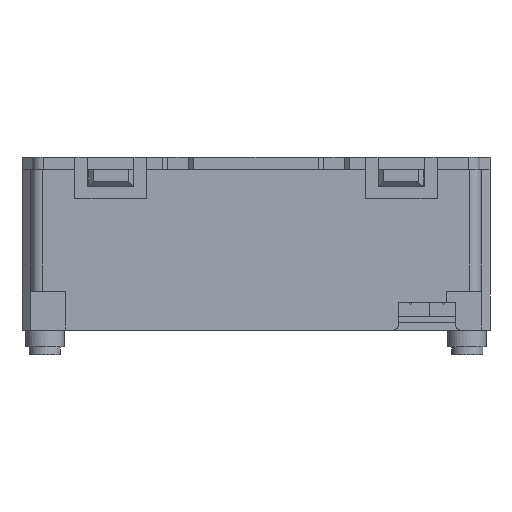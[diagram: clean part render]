
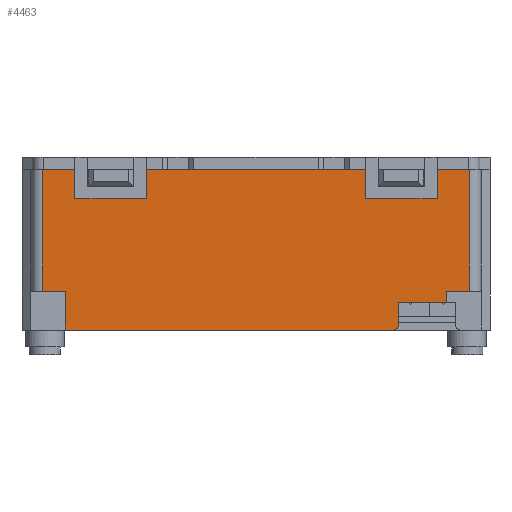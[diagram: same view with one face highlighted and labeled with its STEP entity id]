
A CAD part, front view. The second image highlights one B-rep face of the part: STEP entity #4463.
In plain terms, the highlighted face is planar.
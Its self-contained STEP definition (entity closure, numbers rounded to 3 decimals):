
#108=DIRECTION('',(1.,0.,0.));
#109=VECTOR('',#108,29.4);
#110=CARTESIAN_POINT('',(-17.1,0.,21.25));
#111=LINE('',#110,#109);
#1118=CARTESIAN_POINT('',(12.3,0.5,21.25));
#1119=DIRECTION('',(0.,0.,1.));
#1120=DIRECTION('',(0.,-1.,0.));
#1121=AXIS2_PLACEMENT_3D('',#1118,#1119,#1120);
#1123=DIRECTION('',(0.,1.,0.));
#1124=VECTOR('',#1123,3.5);
#1125=CARTESIAN_POINT('',(-17.1,0.,21.25));
#1126=LINE('',#1125,#1124);
#1127=DIRECTION('',(1.,0.,0.));
#1128=VECTOR('',#1127,2.1);
#1129=CARTESIAN_POINT('',(-19.2,3.5,21.25));
#1130=LINE('',#1129,#1128);
#1131=DIRECTION('',(0.,-1.,0.));
#1132=VECTOR('',#1131,10.9);
#1133=CARTESIAN_POINT('',(-19.2,14.4,21.25));
#1134=LINE('',#1133,#1132);
#1135=DIRECTION('',(0.,-1.,0.));
#1136=VECTOR('',#1135,1.5);
#1137=CARTESIAN_POINT('',(-15.,14.4,21.25));
#1138=LINE('',#1137,#1136);
#1139=DIRECTION('',(1.,0.,0.));
#1140=VECTOR('',#1139,4.);
#1141=CARTESIAN_POINT('',(-15.,12.9,21.25));
#1142=LINE('',#1141,#1140);
#1143=DIRECTION('',(0.,-1.,0.));
#1144=VECTOR('',#1143,1.5);
#1145=CARTESIAN_POINT('',(-11.,14.4,21.25));
#1146=LINE('',#1145,#1144);
#1147=DIRECTION('',(0.,-1.,0.));
#1148=VECTOR('',#1147,1.5);
#1149=CARTESIAN_POINT('',(11.,14.4,21.25));
#1150=LINE('',#1149,#1148);
#1151=DIRECTION('',(1.,0.,0.));
#1152=VECTOR('',#1151,4.);
#1153=CARTESIAN_POINT('',(11.,12.9,21.25));
#1154=LINE('',#1153,#1152);
#1155=DIRECTION('',(0.,-1.,0.));
#1156=VECTOR('',#1155,1.5);
#1157=CARTESIAN_POINT('',(15.,14.4,21.25));
#1158=LINE('',#1157,#1156);
#1159=DIRECTION('',(0.,-1.,0.));
#1160=VECTOR('',#1159,10.9);
#1161=CARTESIAN_POINT('',(19.2,14.4,21.25));
#1162=LINE('',#1161,#1160);
#1163=DIRECTION('',(1.,0.,0.));
#1164=VECTOR('',#1163,2.1);
#1165=CARTESIAN_POINT('',(17.1,3.5,21.25));
#1166=LINE('',#1165,#1164);
#1167=DIRECTION('',(0.,1.,0.));
#1168=VECTOR('',#1167,1.);
#1169=CARTESIAN_POINT('',(17.1,2.5,21.25));
#1170=LINE('',#1169,#1168);
#1171=DIRECTION('',(-1.,0.,0.));
#1172=VECTOR('',#1171,4.3);
#1173=CARTESIAN_POINT('',(17.1,2.5,21.25));
#1174=LINE('',#1173,#1172);
#1175=DIRECTION('',(0.,1.,0.));
#1176=VECTOR('',#1175,2.);
#1177=CARTESIAN_POINT('',(12.8,0.5,21.25));
#1178=LINE('',#1177,#1176);
#1325=DIRECTION('',(1.,0.,0.));
#1326=VECTOR('',#1325,4.2);
#1327=CARTESIAN_POINT('',(15.,14.4,21.25));
#1328=LINE('',#1327,#1326);
#1349=DIRECTION('',(1.,0.,0.));
#1350=VECTOR('',#1349,22.);
#1351=CARTESIAN_POINT('',(-11.,14.4,21.25));
#1352=LINE('',#1351,#1350);
#1373=DIRECTION('',(1.,0.,0.));
#1374=VECTOR('',#1373,4.2);
#1375=CARTESIAN_POINT('',(-19.2,14.4,21.25));
#1376=LINE('',#1375,#1374);
#2294=CARTESIAN_POINT('',(-15.,12.9,21.25));
#2295=CARTESIAN_POINT('',(-11.,12.9,21.25));
#2296=VERTEX_POINT('',#2294);
#2297=VERTEX_POINT('',#2295);
#2298=CARTESIAN_POINT('',(11.,12.9,21.25));
#2299=CARTESIAN_POINT('',(15.,12.9,21.25));
#2300=VERTEX_POINT('',#2298);
#2301=VERTEX_POINT('',#2299);
#2302=CARTESIAN_POINT('',(-15.,14.4,21.25));
#2303=VERTEX_POINT('',#2302);
#2304=CARTESIAN_POINT('',(-11.,14.4,21.25));
#2305=VERTEX_POINT('',#2304);
#2306=CARTESIAN_POINT('',(11.,14.4,21.25));
#2307=VERTEX_POINT('',#2306);
#2308=CARTESIAN_POINT('',(15.,14.4,21.25));
#2309=VERTEX_POINT('',#2308);
#2346=CARTESIAN_POINT('',(-17.1,0.,21.25));
#2347=VERTEX_POINT('',#2346);
#2350=CARTESIAN_POINT('',(-17.1,3.5,21.25));
#2351=VERTEX_POINT('',#2350);
#2356=CARTESIAN_POINT('',(17.1,3.5,21.25));
#2358=VERTEX_POINT('',#2356);
#2363=CARTESIAN_POINT('',(19.2,3.5,21.25));
#2365=VERTEX_POINT('',#2363);
#2366=CARTESIAN_POINT('',(19.2,14.4,21.25));
#2367=VERTEX_POINT('',#2366);
#2370=CARTESIAN_POINT('',(-19.2,3.5,21.25));
#2372=VERTEX_POINT('',#2370);
#2376=CARTESIAN_POINT('',(-19.2,14.4,21.25));
#2377=VERTEX_POINT('',#2376);
#2426=CARTESIAN_POINT('',(17.1,2.5,21.25));
#2427=CARTESIAN_POINT('',(12.8,2.5,21.25));
#2428=VERTEX_POINT('',#2426);
#2429=VERTEX_POINT('',#2427);
#2974=CARTESIAN_POINT('',(12.3,0.,21.25));
#2975=CARTESIAN_POINT('',(12.8,0.5,21.25));
#2976=VERTEX_POINT('',#2974);
#2977=VERTEX_POINT('',#2975);
#4422=CARTESIAN_POINT('',(-20.2,0.,21.25));
#4423=DIRECTION('',(0.,0.,1.));
#4424=DIRECTION('',(1.,0.,0.));
#4425=AXIS2_PLACEMENT_3D('',#4422,#4423,#4424);
#4426=PLANE('',#4425);
#4427=ORIENTED_EDGE('',*,*,#4414,.F.);
#4428=ORIENTED_EDGE('',*,*,#3041,.F.);
#4430=ORIENTED_EDGE('',*,*,#4429,.T.);
#4432=ORIENTED_EDGE('',*,*,#4431,.F.);
#4434=ORIENTED_EDGE('',*,*,#4433,.F.);
#4436=ORIENTED_EDGE('',*,*,#4435,.T.);
#4438=ORIENTED_EDGE('',*,*,#4437,.T.);
#4440=ORIENTED_EDGE('',*,*,#4439,.T.);
#4442=ORIENTED_EDGE('',*,*,#4441,.F.);
#4444=ORIENTED_EDGE('',*,*,#4443,.T.);
#4446=ORIENTED_EDGE('',*,*,#4445,.T.);
#4448=ORIENTED_EDGE('',*,*,#4447,.T.);
#4450=ORIENTED_EDGE('',*,*,#4449,.F.);
#4452=ORIENTED_EDGE('',*,*,#4451,.T.);
#4454=ORIENTED_EDGE('',*,*,#4453,.T.);
#4456=ORIENTED_EDGE('',*,*,#4455,.F.);
#4458=ORIENTED_EDGE('',*,*,#4457,.F.);
#4459=ORIENTED_EDGE('',*,*,#4337,.T.);
#4460=ORIENTED_EDGE('',*,*,#4402,.F.);
#4461=EDGE_LOOP('',(#4427,#4428,#4430,#4432,#4434,#4436,#4438,#4440,#4442,#4444,
#4446,#4448,#4450,#4452,#4454,#4456,#4458,#4459,#4460));
#4462=FACE_OUTER_BOUND('',#4461,.F.);
#4463=ADVANCED_FACE('',(#4462),#4426,.T.);
#1122=CIRCLE('',#1121,0.5);
#3041=EDGE_CURVE('',#2347,#2976,#111,.T.);
#4337=EDGE_CURVE('',#2428,#2429,#1174,.T.);
#4402=EDGE_CURVE('',#2977,#2429,#1178,.T.);
#4414=EDGE_CURVE('',#2976,#2977,#1122,.T.);
#4429=EDGE_CURVE('',#2347,#2351,#1126,.T.);
#4431=EDGE_CURVE('',#2372,#2351,#1130,.T.);
#4433=EDGE_CURVE('',#2377,#2372,#1134,.T.);
#4435=EDGE_CURVE('',#2377,#2303,#1376,.T.);
#4437=EDGE_CURVE('',#2303,#2296,#1138,.T.);
#4439=EDGE_CURVE('',#2296,#2297,#1142,.T.);
#4441=EDGE_CURVE('',#2305,#2297,#1146,.T.);
#4443=EDGE_CURVE('',#2305,#2307,#1352,.T.);
#4445=EDGE_CURVE('',#2307,#2300,#1150,.T.);
#4447=EDGE_CURVE('',#2300,#2301,#1154,.T.);
#4449=EDGE_CURVE('',#2309,#2301,#1158,.T.);
#4451=EDGE_CURVE('',#2309,#2367,#1328,.T.);
#4453=EDGE_CURVE('',#2367,#2365,#1162,.T.);
#4455=EDGE_CURVE('',#2358,#2365,#1166,.T.);
#4457=EDGE_CURVE('',#2428,#2358,#1170,.T.);
